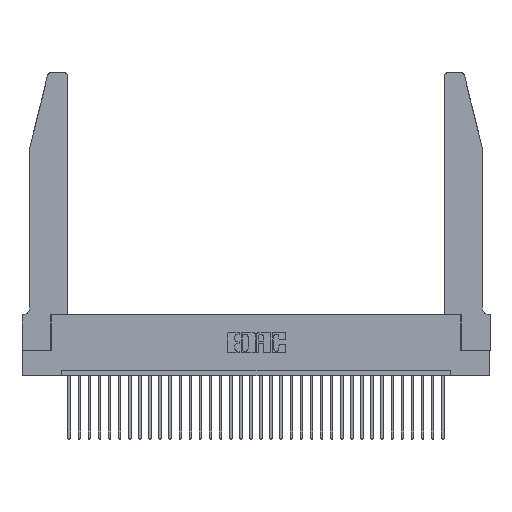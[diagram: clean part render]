
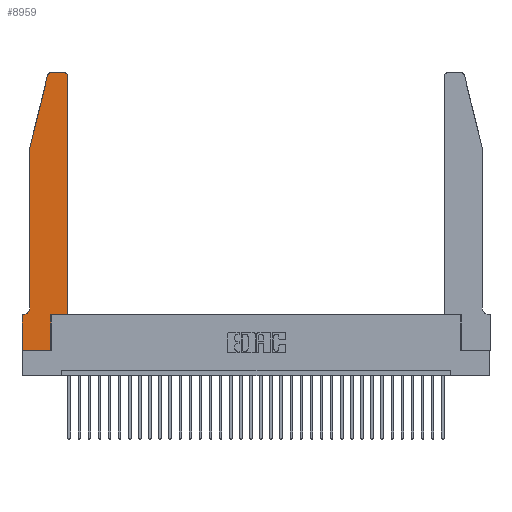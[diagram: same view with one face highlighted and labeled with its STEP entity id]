
A CAD part, top view. The second image highlights one B-rep face of the part: STEP entity #8959.
In plain terms, the highlighted planar face has unit normal (0, 0, 1).
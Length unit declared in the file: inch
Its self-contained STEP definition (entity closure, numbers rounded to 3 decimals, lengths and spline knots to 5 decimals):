
#133 = VERTEX_POINT ( 'NONE', #29552 ) ;
#646 = LINE ( 'NONE', #7590, #33843 ) ;
#728 = CARTESIAN_POINT ( 'NONE',  ( 0., 0.35, 0.37 ) ) ;
#943 = VERTEX_POINT ( 'NONE', #33525 ) ;
#1125 = CIRCLE ( 'NONE', #13727, 0.03 ) ;
#1439 = LINE ( 'NONE', #22449, #2298 ) ;
#2298 = VECTOR ( 'NONE', #22925, 39.37008 ) ;
#2352 = VECTOR ( 'NONE', #2381, 39.37008 ) ;
#2381 = DIRECTION ( 'NONE',  ( -1., 0., 0. ) ) ;
#2388 = EDGE_CURVE ( 'NONE', #3998, #943, #12391, .T. ) ;
#2435 = ORIENTED_EDGE ( 'NONE', *, *, #2479, .T. ) ;
#2479 = EDGE_CURVE ( 'NONE', #8689, #24217, #11532, .T. ) ;
#3248 = ORIENTED_EDGE ( 'NONE', *, *, #27777, .T. ) ;
#3898 = DIRECTION ( 'NONE',  ( 0., 1., 0. ) ) ;
#3998 = VERTEX_POINT ( 'NONE', #12742 ) ;
#4949 = VERTEX_POINT ( 'NONE', #11448 ) ;
#5221 = LINE ( 'NONE', #23513, #2352 ) ;
#5380 = VECTOR ( 'NONE', #3898, 39.37008 ) ;
#5904 = EDGE_LOOP ( 'NONE', ( #22438, #2435, #11168, #3248, #26431, #19961, #25529, #13457, #9720, #10228, #14024, #26508 ) ) ;
#6964 = CARTESIAN_POINT ( 'NONE',  ( 0., 0., 0.37 ) ) ;
#7289 = CARTESIAN_POINT ( 'NONE',  ( 0., 0.35, 0.37 ) ) ;
#7590 = CARTESIAN_POINT ( 'NONE',  ( 0.0755, 2., 0.37 ) ) ;
#8071 = CARTESIAN_POINT ( 'NONE',  ( 0.4205, 2.72, 0.37 ) ) ;
#8689 = VERTEX_POINT ( 'NONE', #25366 ) ;
#8779 = EDGE_CURVE ( 'NONE', #10197, #8689, #5221, .T. ) ;
#8959 = ADVANCED_FACE ( 'NONE', ( #24789 ), #20320, .T. ) ;
#9720 = ORIENTED_EDGE ( 'NONE', *, *, #29807, .T. ) ;
#10197 = VERTEX_POINT ( 'NONE', #11878 ) ;
#10228 = ORIENTED_EDGE ( 'NONE', *, *, #32705, .T. ) ;
#10358 = LINE ( 'NONE', #11927, #14449 ) ;
#11131 = DIRECTION ( 'NONE',  ( 0., 0., 1. ) ) ;
#11168 = ORIENTED_EDGE ( 'NONE', *, *, #23654, .T. ) ;
#11448 = CARTESIAN_POINT ( 'NONE',  ( 0.2865, 0., 0.37 ) ) ;
#11532 = CIRCLE ( 'NONE', #15889, 0.03 ) ;
#11877 = EDGE_CURVE ( 'NONE', #26985, #27895, #17616, .T. ) ;
#11878 = CARTESIAN_POINT ( 'NONE',  ( 0.4205, 2.75, 0.37 ) ) ;
#11927 = CARTESIAN_POINT ( 'NONE',  ( 0.2865, 0.35, 0.37 ) ) ;
#12062 = DIRECTION ( 'NONE',  ( -1., 0., 0. ) ) ;
#12391 = CIRCLE ( 'NONE', #19830, 0.07 ) ;
#12397 = LINE ( 'NONE', #32600, #29135 ) ;
#12742 = CARTESIAN_POINT ( 'NONE',  ( 0.0755, 0.42, 0.37 ) ) ;
#13457 = ORIENTED_EDGE ( 'NONE', *, *, #16237, .T. ) ;
#13727 = AXIS2_PLACEMENT_3D ( 'NONE', #8071, #11131, #29316 ) ;
#13837 = VERTEX_POINT ( 'NONE', #24513 ) ;
#14024 = ORIENTED_EDGE ( 'NONE', *, *, #11877, .T. ) ;
#14449 = VECTOR ( 'NONE', #14593, 39.37008 ) ;
#14593 = DIRECTION ( 'NONE',  ( 0., 1., 0. ) ) ;
#15889 = AXIS2_PLACEMENT_3D ( 'NONE', #30927, #25817, #17893 ) ;
#16061 = VECTOR ( 'NONE', #25568, 39.37008 ) ;
#16237 = EDGE_CURVE ( 'NONE', #24345, #4949, #12397, .T. ) ;
#16257 = CARTESIAN_POINT ( 'NONE',  ( 0.25487, 2.72718, 0.37 ) ) ;
#16999 = DIRECTION ( 'NONE',  ( 0., -1., 0. ) ) ;
#17191 = AXIS2_PLACEMENT_3D ( 'NONE', #7289, #23058, #28318 ) ;
#17201 = VERTEX_POINT ( 'NONE', #728 ) ;
#17616 = LINE ( 'NONE', #32476, #5380 ) ;
#17893 = DIRECTION ( 'NONE',  ( 1., 0., 0. ) ) ;
#19323 = LINE ( 'NONE', #6964, #25921 ) ;
#19796 = DIRECTION ( 'NONE',  ( 1., 0., 0. ) ) ;
#19830 = AXIS2_PLACEMENT_3D ( 'NONE', #30808, #26039, #25699 ) ;
#19883 = VECTOR ( 'NONE', #12062, 39.37008 ) ;
#19961 = ORIENTED_EDGE ( 'NONE', *, *, #21933, .T. ) ;
#20320 = PLANE ( 'NONE',  #17191 ) ;
#20403 = CARTESIAN_POINT ( 'NONE',  ( 0.0755, 2., 0.37 ) ) ;
#21933 = EDGE_CURVE ( 'NONE', #943, #17201, #27658, .T. ) ;
#22346 = CARTESIAN_POINT ( 'NONE',  ( 0.0755, 0.35, 0.37 ) ) ;
#22438 = ORIENTED_EDGE ( 'NONE', *, *, #8779, .T. ) ;
#22449 = CARTESIAN_POINT ( 'NONE',  ( 0.4505, 0.35, 0.37 ) ) ;
#22925 = DIRECTION ( 'NONE',  ( 1., 0., 0. ) ) ;
#23058 = DIRECTION ( 'NONE',  ( 0., 0., 1. ) ) ;
#23513 = CARTESIAN_POINT ( 'NONE',  ( 0.2605, 2.75, 0.37 ) ) ;
#23654 = EDGE_CURVE ( 'NONE', #24217, #133, #24674, .T. ) ;
#23865 = EDGE_CURVE ( 'NONE', #27895, #10197, #1125, .T. ) ;
#24217 = VERTEX_POINT ( 'NONE', #16257 ) ;
#24345 = VERTEX_POINT ( 'NONE', #27238 ) ;
#24352 = CARTESIAN_POINT ( 'NONE',  ( 0.4505, 0.35, 0.37 ) ) ;
#24513 = CARTESIAN_POINT ( 'NONE',  ( 0.2865, 0.35, 0.37 ) ) ;
#24674 = LINE ( 'NONE', #20403, #16061 ) ;
#24789 = FACE_OUTER_BOUND ( 'NONE', #5904, .T. ) ;
#25366 = CARTESIAN_POINT ( 'NONE',  ( 0.284, 2.75, 0.37 ) ) ;
#25529 = ORIENTED_EDGE ( 'NONE', *, *, #33879, .T. ) ;
#25568 = DIRECTION ( 'NONE',  ( -0.239, -0.971, 0. ) ) ;
#25699 = DIRECTION ( 'NONE',  ( -1., 0., 0. ) ) ;
#25817 = DIRECTION ( 'NONE',  ( 0., 0., 1. ) ) ;
#25894 = DIRECTION ( 'NONE',  ( 0., -1., 0. ) ) ;
#25921 = VECTOR ( 'NONE', #16999, 39.37008 ) ;
#26039 = DIRECTION ( 'NONE',  ( 0., 0., -1. ) ) ;
#26431 = ORIENTED_EDGE ( 'NONE', *, *, #2388, .T. ) ;
#26508 = ORIENTED_EDGE ( 'NONE', *, *, #23865, .T. ) ;
#26985 = VERTEX_POINT ( 'NONE', #24352 ) ;
#27238 = CARTESIAN_POINT ( 'NONE',  ( 0., 0., 0.37 ) ) ;
#27658 = LINE ( 'NONE', #22346, #19883 ) ;
#27777 = EDGE_CURVE ( 'NONE', #133, #3998, #646, .T. ) ;
#27895 = VERTEX_POINT ( 'NONE', #32823 ) ;
#28318 = DIRECTION ( 'NONE',  ( 1., 0., 0. ) ) ;
#29135 = VECTOR ( 'NONE', #19796, 39.37008 ) ;
#29316 = DIRECTION ( 'NONE',  ( 1., 0., 0. ) ) ;
#29552 = CARTESIAN_POINT ( 'NONE',  ( 0.0755, 2., 0.37 ) ) ;
#29807 = EDGE_CURVE ( 'NONE', #4949, #13837, #10358, .T. ) ;
#30808 = CARTESIAN_POINT ( 'NONE',  ( 0.0055, 0.42, 0.37 ) ) ;
#30927 = CARTESIAN_POINT ( 'NONE',  ( 0.284, 2.72, 0.37 ) ) ;
#32476 = CARTESIAN_POINT ( 'NONE',  ( 0.4505, 0.35, 0.37 ) ) ;
#32600 = CARTESIAN_POINT ( 'NONE',  ( 0., 0., 0.37 ) ) ;
#32705 = EDGE_CURVE ( 'NONE', #13837, #26985, #1439, .T. ) ;
#32823 = CARTESIAN_POINT ( 'NONE',  ( 0.4505, 2.72, 0.37 ) ) ;
#33525 = CARTESIAN_POINT ( 'NONE',  ( 0.0055, 0.35, 0.37 ) ) ;
#33843 = VECTOR ( 'NONE', #25894, 39.37008 ) ;
#33879 = EDGE_CURVE ( 'NONE', #17201, #24345, #19323, .T. ) ;
